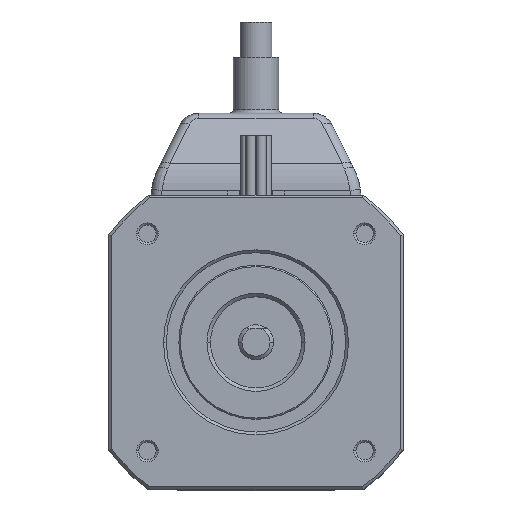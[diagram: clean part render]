
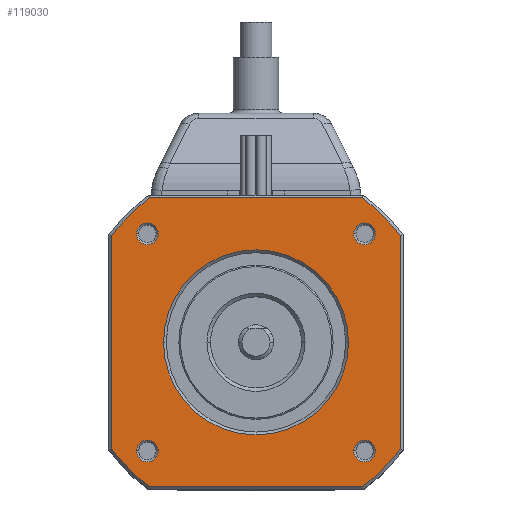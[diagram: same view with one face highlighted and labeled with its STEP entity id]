
A CAD part, top view. The second image highlights one B-rep face of the part: STEP entity #119030.
In plain terms, the highlighted planar face has unit normal (0, 0, 1).
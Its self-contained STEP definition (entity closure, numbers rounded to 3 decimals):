
#84920=CARTESIAN_POINT('',(13.95,-15.5,0.));
#84930=VERTEX_POINT('',#84920);
#84960=CARTESIAN_POINT('',(15.5,-15.5,0.));
#84970=DIRECTION('',(-0.,-0.,-1.));
#84980=DIRECTION('',(1.,0.,0.));
#84990=AXIS2_PLACEMENT_3D('',#84960,#84970,#84980);
#85000=CIRCLE('',#84990,1.55);
#85010=CARTESIAN_POINT('',(17.05,-15.5,0.));
#85020=VERTEX_POINT('',#85010);
#85030=EDGE_CURVE('',#84930,#85020,#85000,.T.);
#88210=CARTESIAN_POINT('',(-17.05,-15.5,0.));
#88220=VERTEX_POINT('',#88210);
#88250=CARTESIAN_POINT('',(-15.5,-15.5,0.));
#88260=DIRECTION('',(-0.,-0.,-1.));
#88270=DIRECTION('',(1.,0.,0.));
#88280=AXIS2_PLACEMENT_3D('',#88250,#88260,#88270);
#88290=CIRCLE('',#88280,1.55);
#88300=CARTESIAN_POINT('',(-13.95,-15.5,0.));
#88310=VERTEX_POINT('',#88300);
#88320=EDGE_CURVE('',#88220,#88310,#88290,.T.);
#90490=CARTESIAN_POINT('',(-13.95,15.5,0.));
#90500=VERTEX_POINT('',#90490);
#90530=CARTESIAN_POINT('',(-15.5,15.5,0.));
#90540=DIRECTION('',(-0.,-0.,-1.));
#90550=DIRECTION('',(1.,0.,0.));
#90560=AXIS2_PLACEMENT_3D('',#90530,#90540,#90550);
#90570=CIRCLE('',#90560,1.55);
#90580=CARTESIAN_POINT('',(-17.05,15.5,0.));
#90590=VERTEX_POINT('',#90580);
#90600=EDGE_CURVE('',#90500,#90590,#90570,.T.);
#93880=CARTESIAN_POINT('',(13.95,15.5,0.));
#93890=VERTEX_POINT('',#93880);
#93920=CARTESIAN_POINT('',(15.5,15.5,0.));
#93930=DIRECTION('',(-0.,-0.,-1.));
#93940=DIRECTION('',(1.,0.,0.));
#93950=AXIS2_PLACEMENT_3D('',#93920,#93930,#93940);
#93960=CIRCLE('',#93950,1.55);
#93970=CARTESIAN_POINT('',(17.05,15.5,0.));
#93980=VERTEX_POINT('',#93970);
#93990=EDGE_CURVE('',#93890,#93980,#93960,.T.);
#104810=CARTESIAN_POINT('',(20.6,-15.199,0.));
#104820=VERTEX_POINT('',#104810);
#104850=CARTESIAN_POINT('',(20.6,0.,-0.));
#104860=DIRECTION('',(0.,-1.,0.));
#104870=VECTOR('',#104860,1.);
#104880=LINE('',#104850,#104870);
#104890=CARTESIAN_POINT('',(20.6,15.199,0.));
#104900=VERTEX_POINT('',#104890);
#104910=EDGE_CURVE('',#104900,#104820,#104880,.T.);
#105200=CARTESIAN_POINT('',(0.,0.,
0.));
#105210=DIRECTION('',(-0.,-0.,1.));
#105220=DIRECTION('',(-1.,0.,-0.));
#105230=AXIS2_PLACEMENT_3D('',#105200,#105210,#105220);
#105240=CIRCLE('',#105230,25.6);
#105250=CARTESIAN_POINT('',(15.199,20.6,0.));
#105260=VERTEX_POINT('',#105250);
#105270=EDGE_CURVE('',#104900,#105260,#105240,.T.);
#105560=CARTESIAN_POINT('',(0.,20.6,0.));
#105570=DIRECTION('',(1.,0.,-0.));
#105580=VECTOR('',#105570,1.);
#105590=LINE('',#105560,#105580);
#105600=CARTESIAN_POINT('',(-15.199,20.6,
0.));
#105610=VERTEX_POINT('',#105600);
#105620=EDGE_CURVE('',#105610,#105260,#105590,.T.);
#106210=CARTESIAN_POINT('',(-15.199,-20.6,0.));
#106220=VERTEX_POINT('',#106210);
#106250=CARTESIAN_POINT('',(0.,-20.6,0.));
#106260=DIRECTION('',(-1.,0.,0.));
#106270=VECTOR('',#106260,1.);
#106280=LINE('',#106250,#106270);
#106290=CARTESIAN_POINT('',(15.199,-20.6,0.));
#106300=VERTEX_POINT('',#106290);
#106310=EDGE_CURVE('',#106300,#106220,#106280,.T.);
#106550=CARTESIAN_POINT('',(0.,0.,
0.));
#106560=DIRECTION('',(-0.,-0.,1.));
#106570=DIRECTION('',(-1.,0.,-0.));
#106580=AXIS2_PLACEMENT_3D('',#106550,#106560,#106570);
#106590=CIRCLE('',#106580,25.6);
#106600=EDGE_CURVE('',#106300,#104820,#106590,.T.);
#111450=CARTESIAN_POINT('',(-13.2,0.,
0.));
#111460=VERTEX_POINT('',#111450);
#111540=CARTESIAN_POINT('',(13.2,0.,
0.));
#111550=VERTEX_POINT('',#111540);
#111580=CARTESIAN_POINT('',(0.,0.,
0.));
#111590=DIRECTION('',(-0.,-0.,-1.));
#111600=DIRECTION('',(1.,0.,0.));
#111610=AXIS2_PLACEMENT_3D('',#111580,#111590,#111600);
#111620=CIRCLE('',#111610,13.2);
#111630=EDGE_CURVE('',#111550,#111460,#111620,.T.);
#111890=CARTESIAN_POINT('',(-20.6,15.199,0.));
#111900=VERTEX_POINT('',#111890);
#111930=CARTESIAN_POINT('',(-20.6,0.,0.));
#111940=DIRECTION('',(0.,1.,-0.));
#111950=VECTOR('',#111940,1.);
#111960=LINE('',#111930,#111950);
#111970=CARTESIAN_POINT('',(-20.6,-15.199,
0.));
#111980=VERTEX_POINT('',#111970);
#111990=EDGE_CURVE('',#111980,#111900,#111960,.T.);
#112230=CARTESIAN_POINT('',(0.,0.,0.
));
#112240=DIRECTION('',(-0.,-0.,1.));
#112250=DIRECTION('',(-1.,0.,-0.));
#112260=AXIS2_PLACEMENT_3D('',#112230,#112240,#112250);
#112270=CIRCLE('',#112260,25.6);
#112280=EDGE_CURVE('',#111980,#106220,#112270,.T.);
#117290=CARTESIAN_POINT('',(0.,0.,
0.));
#117300=DIRECTION('',(-0.,-0.,1.));
#117310=DIRECTION('',(-1.,0.,-0.));
#117320=AXIS2_PLACEMENT_3D('',#117290,#117300,#117310);
#117330=CIRCLE('',#117320,25.6);
#117340=EDGE_CURVE('',#105610,#111900,#117330,.T.);
#118630=CARTESIAN_POINT('',(-20.6,-20.6,0.));
#118640=DIRECTION('',(0.,0.,1.));
#118650=DIRECTION('',(1.,0.,-0.));
#118660=AXIS2_PLACEMENT_3D('',#118630,#118640,#118650);
#118670=PLANE('',#118660);
#118680=ORIENTED_EDGE('',*,*,#112280,.T.);
#118690=ORIENTED_EDGE('',*,*,#111990,.F.);
#118700=ORIENTED_EDGE('',*,*,#117340,.T.);
#118710=ORIENTED_EDGE('',*,*,#105620,.F.);
#118720=ORIENTED_EDGE('',*,*,#105270,.T.);
#118730=ORIENTED_EDGE('',*,*,#104910,.F.);
#118740=ORIENTED_EDGE('',*,*,#106600,.T.);
#118750=ORIENTED_EDGE('',*,*,#106310,.F.);
#118760=EDGE_LOOP('',(#118750,#118740,#118730,#118720,#118710,#118700,
#118690,#118680));
#118770=FACE_OUTER_BOUND('',#118760,.T.);
#118780=EDGE_CURVE('',#88310,#88220,#88290,.T.);
#118790=ORIENTED_EDGE('',*,*,#118780,.T.);
#118800=ORIENTED_EDGE('',*,*,#88320,.T.);
#118810=EDGE_LOOP('',(#118800,#118790));
#118820=FACE_BOUND('',#118810,.T.);
#118830=EDGE_CURVE('',#85020,#84930,#85000,.T.);
#118840=ORIENTED_EDGE('',*,*,#118830,.T.);
#118850=ORIENTED_EDGE('',*,*,#85030,.T.);
#118860=EDGE_LOOP('',(#118850,#118840));
#118870=FACE_BOUND('',#118860,.T.);
#118880=ORIENTED_EDGE('',*,*,#93990,.T.);
#118890=EDGE_CURVE('',#93980,#93890,#93960,.T.);
#118900=ORIENTED_EDGE('',*,*,#118890,.T.);
#118910=EDGE_LOOP('',(#118900,#118880));
#118920=FACE_BOUND('',#118910,.T.);
#118930=ORIENTED_EDGE('',*,*,#90600,.T.);
#118940=EDGE_CURVE('',#90590,#90500,#90570,.T.);
#118950=ORIENTED_EDGE('',*,*,#118940,.T.);
#118960=EDGE_LOOP('',(#118950,#118930));
#118970=FACE_BOUND('',#118960,.T.);
#118980=EDGE_CURVE('',#111460,#111550,#111620,.T.);
#118990=ORIENTED_EDGE('',*,*,#118980,.T.);
#119000=ORIENTED_EDGE('',*,*,#111630,.T.);
#119010=EDGE_LOOP('',(#119000,#118990));
#119020=FACE_BOUND('',#119010,.T.);
#119030=ADVANCED_FACE('',(#118770,#118820,#118870,#118920,#118970,
#119020),#118670,.T.);
